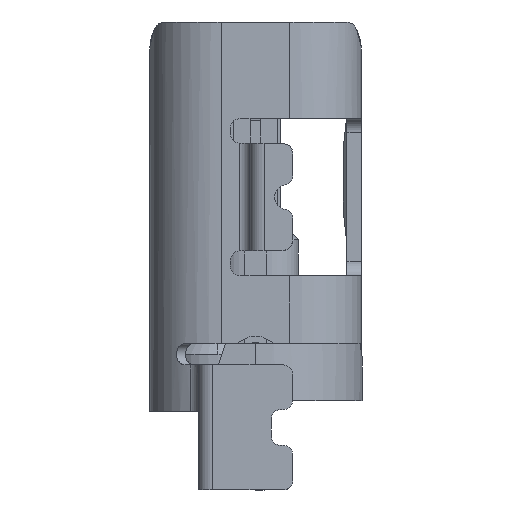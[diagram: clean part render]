
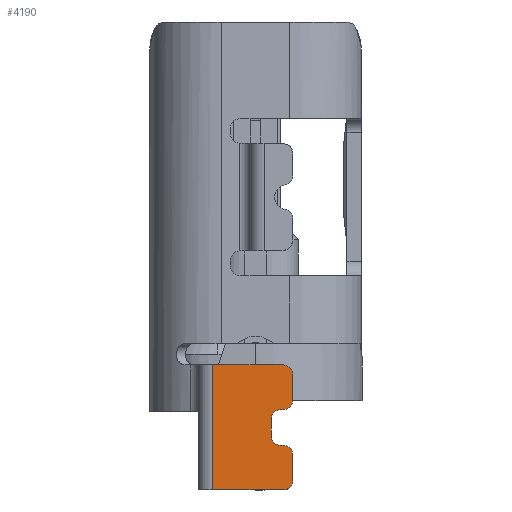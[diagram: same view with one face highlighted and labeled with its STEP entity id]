
A CAD part, left-side view. The second image highlights one B-rep face of the part: STEP entity #4190.
In plain terms, the highlighted planar face has unit normal (-1, 0, 0).
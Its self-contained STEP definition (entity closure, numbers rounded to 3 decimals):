
#265 = VERTEX_POINT ( 'NONE', #5002 ) ;
#387 = VECTOR ( 'NONE', #13761, 1000. ) ;
#751 = CARTESIAN_POINT ( 'NONE',  ( -5.5, -0.39, -5.285 ) ) ;
#929 = DIRECTION ( 'NONE',  ( 0., -1., 0. ) ) ;
#1035 = EDGE_CURVE ( 'NONE', #21209, #24374, #15697, .T. ) ;
#1119 = VERTEX_POINT ( 'NONE', #8600 ) ;
#1307 = VECTOR ( 'NONE', #25276, 1000. ) ;
#1747 = CARTESIAN_POINT ( 'NONE',  ( -5.5, -0.39, -4.655 ) ) ;
#1749 = ORIENTED_EDGE ( 'NONE', *, *, #22804, .T. ) ;
#1815 = DIRECTION ( 'NONE',  ( 0., -1., 0. ) ) ;
#1988 = AXIS2_PLACEMENT_3D ( 'NONE', #751, #20581, #7943 ) ;
#2799 = EDGE_CURVE ( 'NONE', #28615, #16798, #14795, .T. ) ;
#3729 = ORIENTED_EDGE ( 'NONE', *, *, #7039, .T. ) ;
#4109 = AXIS2_PLACEMENT_3D ( 'NONE', #27319, #15134, #4952 ) ;
#4119 = VECTOR ( 'NONE', #12919, 1000. ) ;
#4190 = ADVANCED_FACE ( 'NONE', ( #7724 ), #29713, .T. ) ;
#4275 = CARTESIAN_POINT ( 'NONE',  ( -5.5, -0.35, -5.025 ) ) ;
#4287 = CARTESIAN_POINT ( 'NONE',  ( -5.5, -0.58, -5.78 ) ) ;
#4952 = DIRECTION ( 'NONE',  ( 0., 1., 0. ) ) ;
#4988 = CARTESIAN_POINT ( 'NONE',  ( -5.5, -0.58, -4.655 ) ) ;
#5002 = CARTESIAN_POINT ( 'NONE',  ( -5.5, -0.35, -4.655 ) ) ;
#5074 = VECTOR ( 'NONE', #25579, 1000. ) ;
#5228 = CARTESIAN_POINT ( 'NONE',  ( -5.5, -0.35, -5.155 ) ) ;
#5232 = EDGE_CURVE ( 'NONE', #17995, #28665, #5441, .T. ) ;
#5441 = LINE ( 'NONE', #30220, #9002 ) ;
#5708 = CARTESIAN_POINT ( 'NONE',  ( -5.5, -0.39, -4.525 ) ) ;
#6325 = CARTESIAN_POINT ( 'NONE',  ( -5.5, -0.22, -5.025 ) ) ;
#7039 = EDGE_CURVE ( 'NONE', #29839, #25779, #11528, .T. ) ;
#7104 = AXIS2_PLACEMENT_3D ( 'NONE', #10516, #30575, #8106 ) ;
#7189 = ORIENTED_EDGE ( 'NONE', *, *, #1035, .T. ) ;
#7724 = FACE_OUTER_BOUND ( 'NONE', #16300, .T. ) ;
#7904 = VERTEX_POINT ( 'NONE', #22725 ) ;
#7943 = DIRECTION ( 'NONE',  ( 0., 1., 0. ) ) ;
#7954 = CARTESIAN_POINT ( 'NONE',  ( -5.5, -0.52, -3.955 ) ) ;
#8044 = CIRCLE ( 'NONE', #23018, 0.13 ) ;
#8106 = DIRECTION ( 'NONE',  ( 0., 1., 0. ) ) ;
#8542 = LINE ( 'NONE', #30690, #11720 ) ;
#8600 = CARTESIAN_POINT ( 'NONE',  ( -5.5, 0.6, -5.78 ) ) ;
#9002 = VECTOR ( 'NONE', #27970, 1000. ) ;
#9020 = CARTESIAN_POINT ( 'NONE',  ( -5.5, 0.6, -4.03 ) ) ;
#9139 = EDGE_CURVE ( 'NONE', #10327, #1119, #30562, .T. ) ;
#9345 = ORIENTED_EDGE ( 'NONE', *, *, #9410, .T. ) ;
#9410 = EDGE_CURVE ( 'NONE', #9969, #12821, #18718, .T. ) ;
#9468 = DIRECTION ( 'NONE',  ( 1., 0., 0. ) ) ;
#9504 = DIRECTION ( 'NONE',  ( 0., -1., 0. ) ) ;
#9881 = ORIENTED_EDGE ( 'NONE', *, *, #5232, .T. ) ;
#9969 = VERTEX_POINT ( 'NONE', #21587 ) ;
#10327 = VERTEX_POINT ( 'NONE', #9020 ) ;
#10516 = CARTESIAN_POINT ( 'NONE',  ( -5.5, -0.35, -4.785 ) ) ;
#11528 = CIRCLE ( 'NONE', #14104, 0.13 ) ;
#11720 = VECTOR ( 'NONE', #13548, 1000. ) ;
#11977 = AXIS2_PLACEMENT_3D ( 'NONE', #29571, #12089, #9504 ) ;
#12089 = DIRECTION ( 'NONE',  ( -1., 0., 0. ) ) ;
#12165 = EDGE_CURVE ( 'NONE', #16798, #7904, #18157, .T. ) ;
#12274 = CIRCLE ( 'NONE', #7104, 0.13 ) ;
#12338 = CARTESIAN_POINT ( 'NONE',  ( -5.5, -0.52, -4.525 ) ) ;
#12425 = ORIENTED_EDGE ( 'NONE', *, *, #17297, .T. ) ;
#12814 = CARTESIAN_POINT ( 'NONE',  ( -5.5, -0.58, -5.155 ) ) ;
#12821 = VERTEX_POINT ( 'NONE', #20462 ) ;
#12919 = DIRECTION ( 'NONE',  ( 0., -1., 0. ) ) ;
#13266 = AXIS2_PLACEMENT_3D ( 'NONE', #23450, #26036, #929 ) ;
#13548 = DIRECTION ( 'NONE',  ( 0., 0., 1. ) ) ;
#13761 = DIRECTION ( 'NONE',  ( 0., -1., 0. ) ) ;
#14104 = AXIS2_PLACEMENT_3D ( 'NONE', #5708, #22862, #15579 ) ;
#14117 = CARTESIAN_POINT ( 'NONE',  ( -5.5, -0.52, -5.65 ) ) ;
#14154 = DIRECTION ( 'NONE',  ( 0., -1., 0. ) ) ;
#14795 = CIRCLE ( 'NONE', #13266, 0.13 ) ;
#14876 = ORIENTED_EDGE ( 'NONE', *, *, #26796, .F. ) ;
#15134 = DIRECTION ( 'NONE',  ( -1., 0., 0. ) ) ;
#15353 = CARTESIAN_POINT ( 'NONE',  ( -5.5, 0.6, -3.955 ) ) ;
#15403 = VECTOR ( 'NONE', #14154, 1000. ) ;
#15566 = CARTESIAN_POINT ( 'NONE',  ( -5.5, -0.22, -4.785 ) ) ;
#15573 = ORIENTED_EDGE ( 'NONE', *, *, #9139, .T. ) ;
#15579 = DIRECTION ( 'NONE',  ( 0., 1., 0. ) ) ;
#15697 = LINE ( 'NONE', #12814, #5074 ) ;
#16215 = CARTESIAN_POINT ( 'NONE',  ( -5.5, -0.39, -5.155 ) ) ;
#16300 = EDGE_LOOP ( 'NONE', ( #14876, #15573, #12425, #19561, #19629, #24560, #7189, #28972, #9881, #30917, #28148, #3729, #1749, #9345 ) ) ;
#16798 = VERTEX_POINT ( 'NONE', #14117 ) ;
#17297 = EDGE_CURVE ( 'NONE', #1119, #28615, #26472, .T. ) ;
#17995 = VERTEX_POINT ( 'NONE', #6325 ) ;
#18157 = LINE ( 'NONE', #7954, #1307 ) ;
#18171 = CARTESIAN_POINT ( 'NONE',  ( -5.5, -0.456, -4.03 ) ) ;
#18290 = EDGE_CURVE ( 'NONE', #7904, #21209, #29937, .T. ) ;
#18718 = CIRCLE ( 'NONE', #11977, 0.13 ) ;
#19561 = ORIENTED_EDGE ( 'NONE', *, *, #2799, .T. ) ;
#19629 = ORIENTED_EDGE ( 'NONE', *, *, #12165, .T. ) ;
#19887 = EDGE_CURVE ( 'NONE', #24374, #17995, #8044, .T. ) ;
#20133 = CARTESIAN_POINT ( 'NONE',  ( -5.5, -0.39, -5.78 ) ) ;
#20462 = CARTESIAN_POINT ( 'NONE',  ( -5.5, -0.39, -4.03 ) ) ;
#20581 = DIRECTION ( 'NONE',  ( -1., 0., 0. ) ) ;
#21209 = VERTEX_POINT ( 'NONE', #16215 ) ;
#21587 = CARTESIAN_POINT ( 'NONE',  ( -5.5, -0.52, -4.16 ) ) ;
#22725 = CARTESIAN_POINT ( 'NONE',  ( -5.5, -0.52, -5.285 ) ) ;
#22804 = EDGE_CURVE ( 'NONE', #25779, #9969, #8542, .T. ) ;
#22862 = DIRECTION ( 'NONE',  ( -1., 0., 0. ) ) ;
#23018 = AXIS2_PLACEMENT_3D ( 'NONE', #4275, #9468, #1815 ) ;
#23450 = CARTESIAN_POINT ( 'NONE',  ( -5.5, -0.39, -5.65 ) ) ;
#24374 = VERTEX_POINT ( 'NONE', #5228 ) ;
#24560 = ORIENTED_EDGE ( 'NONE', *, *, #18290, .T. ) ;
#25276 = DIRECTION ( 'NONE',  ( 0., 0., 1. ) ) ;
#25476 = VECTOR ( 'NONE', #25532, 1000. ) ;
#25532 = DIRECTION ( 'NONE',  ( 0., 0., -1. ) ) ;
#25579 = DIRECTION ( 'NONE',  ( 0., 1., 0. ) ) ;
#25758 = LINE ( 'NONE', #18171, #387 ) ;
#25779 = VERTEX_POINT ( 'NONE', #12338 ) ;
#26036 = DIRECTION ( 'NONE',  ( -1., 0., 0. ) ) ;
#26472 = LINE ( 'NONE', #4287, #15403 ) ;
#26796 = EDGE_CURVE ( 'NONE', #10327, #12821, #25758, .T. ) ;
#27319 = CARTESIAN_POINT ( 'NONE',  ( -5.5, -0.58, -3.955 ) ) ;
#27970 = DIRECTION ( 'NONE',  ( 0., 0., 1. ) ) ;
#28148 = ORIENTED_EDGE ( 'NONE', *, *, #31141, .T. ) ;
#28615 = VERTEX_POINT ( 'NONE', #20133 ) ;
#28665 = VERTEX_POINT ( 'NONE', #15566 ) ;
#28972 = ORIENTED_EDGE ( 'NONE', *, *, #19887, .T. ) ;
#28974 = EDGE_CURVE ( 'NONE', #28665, #265, #12274, .T. ) ;
#29571 = CARTESIAN_POINT ( 'NONE',  ( -5.5, -0.39, -4.16 ) ) ;
#29595 = LINE ( 'NONE', #4988, #4119 ) ;
#29713 = PLANE ( 'NONE',  #4109 ) ;
#29839 = VERTEX_POINT ( 'NONE', #1747 ) ;
#29937 = CIRCLE ( 'NONE', #1988, 0.13 ) ;
#30220 = CARTESIAN_POINT ( 'NONE',  ( -5.5, -0.22, -3.955 ) ) ;
#30562 = LINE ( 'NONE', #15353, #25476 ) ;
#30575 = DIRECTION ( 'NONE',  ( 1., 0., 0. ) ) ;
#30690 = CARTESIAN_POINT ( 'NONE',  ( -5.5, -0.52, -3.955 ) ) ;
#30917 = ORIENTED_EDGE ( 'NONE', *, *, #28974, .T. ) ;
#31141 = EDGE_CURVE ( 'NONE', #265, #29839, #29595, .T. ) ;
